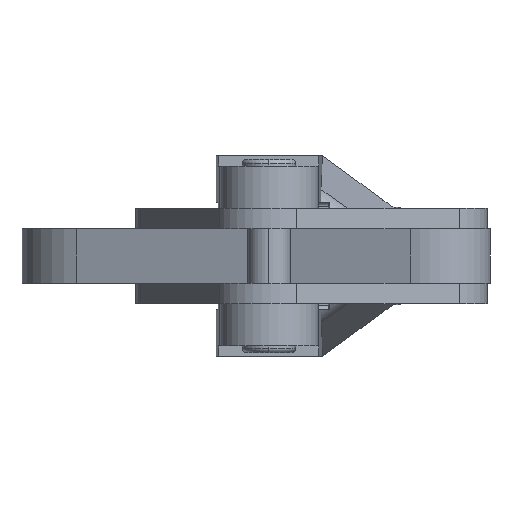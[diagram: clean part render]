
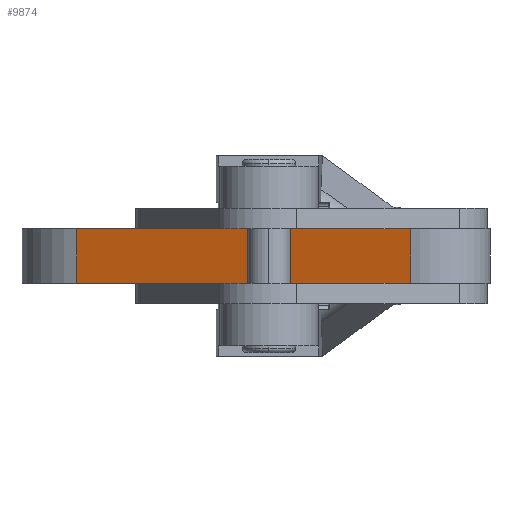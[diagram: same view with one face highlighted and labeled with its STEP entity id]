
A CAD part, front view. The second image highlights one B-rep face of the part: STEP entity #9874.
In plain terms, the highlighted planar face has unit normal (-0.347, -0.938, 0).
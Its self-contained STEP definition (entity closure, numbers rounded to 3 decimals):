
#967 = DIRECTION ( 'NONE',  ( 0.938, -0.348, 0. ) ) ;
#985 = CARTESIAN_POINT ( 'NONE',  ( -4.589, -12.377, 6.15 ) ) ;
#2032 = CARTESIAN_POINT ( 'NONE',  ( -79.435, 15.372, 6.15 ) ) ;
#2064 = DIRECTION ( 'NONE',  ( 0., 0., -1. ) ) ;
#2327 = VERTEX_POINT ( 'NONE', #2796 ) ;
#2796 = CARTESIAN_POINT ( 'NONE',  ( -79.435, 15.372, 6.15 ) ) ;
#3121 = EDGE_CURVE ( 'NONE', #2327, #21036, #19694, .T. ) ;
#5789 = ORIENTED_EDGE ( 'NONE', *, *, #9778, .T. ) ;
#5790 = ORIENTED_EDGE ( 'NONE', *, *, #9780, .F. ) ;
#5883 = ORIENTED_EDGE ( 'NONE', *, *, #3121, .F. ) ;
#5951 = ORIENTED_EDGE ( 'NONE', *, *, #8298, .T. ) ;
#6190 = EDGE_LOOP ( 'NONE', ( #5789, #5790, #5883, #5951 ) ) ;
#8298 = EDGE_CURVE ( 'NONE', #2327, #9226, #20103, .T. ) ;
#9226 = VERTEX_POINT ( 'NONE', #16826 ) ;
#9240 = VERTEX_POINT ( 'NONE', #16840 ) ;
#9778 = EDGE_CURVE ( 'NONE', #9226, #9240, #15945, .T. ) ;
#9780 = EDGE_CURVE ( 'NONE', #21036, #9240, #15948, .T. ) ;
#9874 = ADVANCED_FACE ( 'NONE', ( #16062 ), #15081, .F. ) ;
#10345 = CARTESIAN_POINT ( 'NONE',  ( -4.589, -12.377, 6.15 ) ) ;
#12384 = AXIS2_PLACEMENT_3D ( 'NONE', #15070, #15087, #15089 ) ;
#15070 = CARTESIAN_POINT ( 'NONE',  ( -4.589, -12.377, 6.15 ) ) ;
#15081 = PLANE ( 'NONE',  #12384 ) ;
#15087 = DIRECTION ( 'NONE',  ( 0.348, 0.938, 0. ) ) ;
#15089 = DIRECTION ( 'NONE',  ( -0.938, 0.348, 0. ) ) ;
#15321 = DIRECTION ( 'NONE',  ( 0.938, -0.348, 0. ) ) ;
#15322 = CARTESIAN_POINT ( 'NONE',  ( -4.589, -12.377, -6.15 ) ) ;
#15342 = CARTESIAN_POINT ( 'NONE',  ( -4.589, -12.377, 6.15 ) ) ;
#15343 = DIRECTION ( 'NONE',  ( 0., 0., -1. ) ) ;
#15945 = LINE ( 'NONE', #15322, #15947 ) ;
#15947 = VECTOR ( 'NONE', #15321, 1000. ) ;
#15948 = LINE ( 'NONE', #15342, #15950 ) ;
#15950 = VECTOR ( 'NONE', #15343, 1000. ) ;
#16062 = FACE_OUTER_BOUND ( 'NONE', #6190, .T. ) ;
#16826 = CARTESIAN_POINT ( 'NONE',  ( -79.435, 15.372, -6.15 ) ) ;
#16840 = CARTESIAN_POINT ( 'NONE',  ( -4.589, -12.377, -6.15 ) ) ;
#19694 = LINE ( 'NONE', #985, #19697 ) ;
#19697 = VECTOR ( 'NONE', #967, 1000. ) ;
#20103 = LINE ( 'NONE', #2032, #20105 ) ;
#20105 = VECTOR ( 'NONE', #2064, 1000. ) ;
#21036 = VERTEX_POINT ( 'NONE', #10345 ) ;
